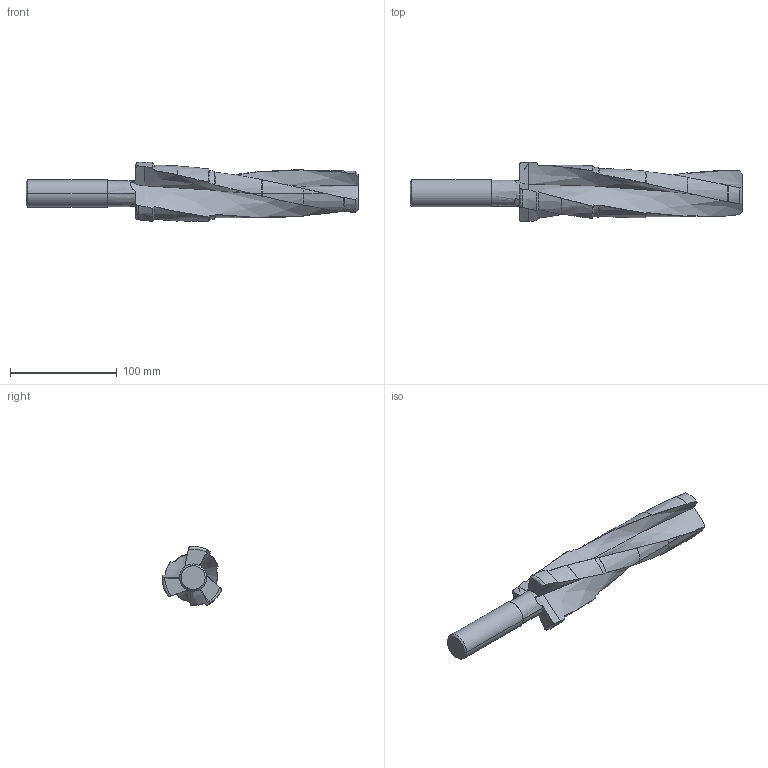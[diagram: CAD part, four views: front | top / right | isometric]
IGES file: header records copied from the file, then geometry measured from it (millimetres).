
Start section: SolidWorks IGES file using analytic representation for surfaces
Global section: file name: T-64-D-HSS.IGS; native system: SolidWorks 2014; preprocessor: SolidWorks 2014; author: Martin; date: 170619.132240; units: inch
Bounding box: 311.15 x 56.11 x 55.48 mm (x, y, z)
Surface area: 45441.7 mm2 (no closed solid volume)
Topology: 0 solids, 0 shells, 84 faces, 1000 edges, 996 vertices
Faces by surface type: revolution 69, bspline 15
